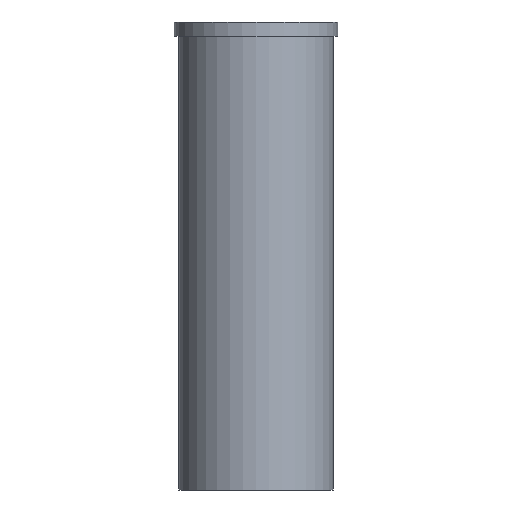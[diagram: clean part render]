
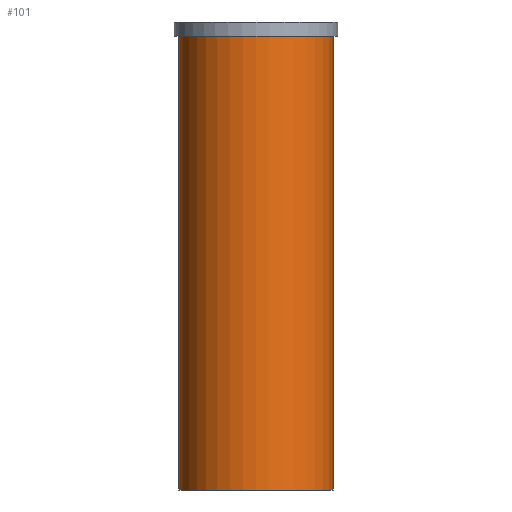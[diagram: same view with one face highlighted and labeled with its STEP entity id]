
A CAD part, front view. The second image highlights one B-rep face of the part: STEP entity #101.
In plain terms, the highlighted cylindrical face has radius 16.5 mm (diameter 33 mm), a partial arc.
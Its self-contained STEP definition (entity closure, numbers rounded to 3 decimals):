
#5 = AXIS2_PLACEMENT_3D ( 'NONE', #148, #263, #67 ) ;
#32 = AXIS2_PLACEMENT_3D ( 'NONE', #203, #43, #151 ) ;
#33 = EDGE_CURVE ( 'NONE', #106, #85, #164, .T. ) ;
#34 = DIRECTION ( 'NONE',  ( 1., 0., 0. ) ) ;
#36 = CYLINDRICAL_SURFACE ( 'NONE', #5, 16.5 ) ;
#41 = CARTESIAN_POINT ( 'NONE',  ( 16.5, 0., 0. ) ) ;
#43 = DIRECTION ( 'NONE',  ( 0., 0., 1. ) ) ;
#51 = DIRECTION ( 'NONE',  ( 0., 0., -1. ) ) ;
#52 = EDGE_LOOP ( 'NONE', ( #206, #275, #189, #158 ) ) ;
#65 = VECTOR ( 'NONE', #69, 1000. ) ;
#67 = DIRECTION ( 'NONE',  ( -1., 0., 0. ) ) ;
#69 = DIRECTION ( 'NONE',  ( 0., 0., -1. ) ) ;
#79 = CARTESIAN_POINT ( 'NONE',  ( -16.5, 0., 100. ) ) ;
#85 = VERTEX_POINT ( 'NONE', #41 ) ;
#93 = EDGE_CURVE ( 'NONE', #120, #180, #292, .T. ) ;
#101 = ADVANCED_FACE ( 'NONE', ( #207 ), #36, .T. ) ;
#106 = VERTEX_POINT ( 'NONE', #219 ) ;
#110 = CARTESIAN_POINT ( 'NONE',  ( 0., 0., 97. ) ) ;
#120 = VERTEX_POINT ( 'NONE', #141 ) ;
#135 = VECTOR ( 'NONE', #51, 1000. ) ;
#141 = CARTESIAN_POINT ( 'NONE',  ( -16.5, 0., 97. ) ) ;
#148 = CARTESIAN_POINT ( 'NONE',  ( 0., 0., 100. ) ) ;
#151 = DIRECTION ( 'NONE',  ( 1., 0., 0. ) ) ;
#158 = ORIENTED_EDGE ( 'NONE', *, *, #33, .T. ) ;
#160 = EDGE_CURVE ( 'NONE', #180, #85, #261, .T. ) ;
#164 = CIRCLE ( 'NONE', #32, 16.5 ) ;
#167 = DIRECTION ( 'NONE',  ( 0., 0., 1. ) ) ;
#180 = VERTEX_POINT ( 'NONE', #202 ) ;
#183 = EDGE_CURVE ( 'NONE', #120, #106, #185, .T. ) ;
#185 = LINE ( 'NONE', #79, #135 ) ;
#189 = ORIENTED_EDGE ( 'NONE', *, *, #183, .T. ) ;
#202 = CARTESIAN_POINT ( 'NONE',  ( 16.5, 0., 97. ) ) ;
#203 = CARTESIAN_POINT ( 'NONE',  ( 0., 0., 0. ) ) ;
#206 = ORIENTED_EDGE ( 'NONE', *, *, #160, .F. ) ;
#207 = FACE_OUTER_BOUND ( 'NONE', #52, .T. ) ;
#219 = CARTESIAN_POINT ( 'NONE',  ( -16.5, 0., 0. ) ) ;
#221 = CARTESIAN_POINT ( 'NONE',  ( 16.5, 0., 100. ) ) ;
#237 = AXIS2_PLACEMENT_3D ( 'NONE', #110, #167, #34 ) ;
#261 = LINE ( 'NONE', #221, #65 ) ;
#263 = DIRECTION ( 'NONE',  ( 0., 0., -1. ) ) ;
#275 = ORIENTED_EDGE ( 'NONE', *, *, #93, .F. ) ;
#292 = CIRCLE ( 'NONE', #237, 16.5 ) ;
